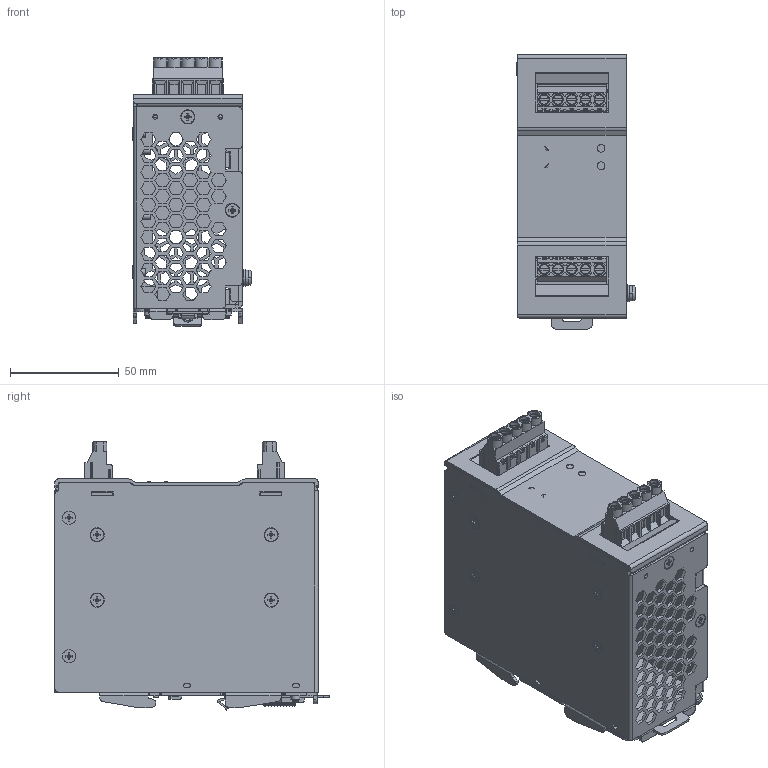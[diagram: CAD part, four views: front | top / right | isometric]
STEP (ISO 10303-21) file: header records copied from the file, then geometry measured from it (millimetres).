
FILE_DESCRIPTION (( 'STEP AP214' ), '1' );
FILE_NAME ('PSB60-REM40S.STEP', '2015-10-29T14:12:24', ( '' ), ( '' ), 'SwSTEP 2.0', 'SolidWorks 2014', '' );
FILE_SCHEMA (( 'AUTOMOTIVE_DESIGN' ));
Length unit declared in the file: inch
Products named in the file (19): 3100000800_1; 3100000600_1; 3073461746; 3100020600_2; 2958044300; ASSY_PWB_ASM_1; 3105343000_1; 3462026200_2; 3460088100_2; ASSY_LATCH_50X100_ASM_2; 3461303000_2; 3244627000; 3268209100_2; EE_LED11-21_2300221331_1; 3202315200_2; 330306700000; 330307100101; 330306690101_1; PSB60-REM40S
Assembly tree (35 placements, depth 3):
  PSB60-REM40S
    330306690101_1
    330307100101
    330306700000
    3268209100_2
    3202315200_2
    ASSY_LATCH_50X100_ASM_2
      3461303000_2
      3460088100_2
      3462026200_2
    ASSY_PWB_ASM_1
      2958044300
      3244627000  x2
      3073461746  x2
      EE_LED11-21_2300221331_1  x2
    3100000600_1  x5
    3100000800_1  x8
    3105343000_1
    3100020600_2  x4
Bounding box: 54.4 x 126 x 123.24 mm (x, y, z)
Volume: 92818 mm3; surface area: 135200.1 mm2
Topology: 35 solids, 35 shells, 3664 faces, 9590 edges, 6060 vertices
Faces by surface type: plane 2352, cylinder 701, bspline 363, cone 196, torus 36, sphere 16
Entity records: 90856 total; most frequent: CARTESIAN_POINT 24635, ORIENTED_EDGE 14006, DIRECTION 12171, EDGE_CURVE 7003, LINE 5277, VECTOR 5277, VERTEX_POINT 4566, AXIS2_PLACEMENT_3D 3447
